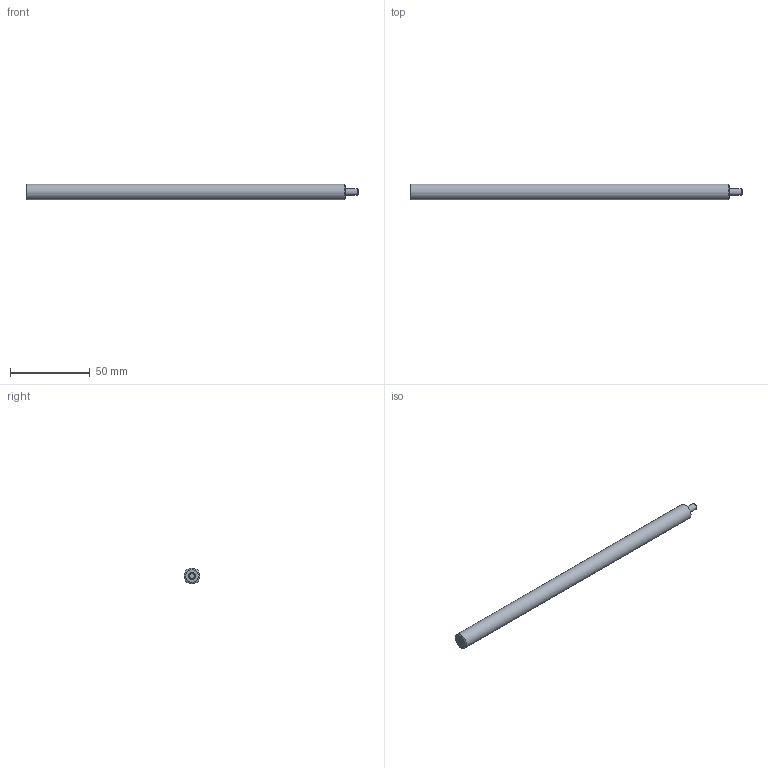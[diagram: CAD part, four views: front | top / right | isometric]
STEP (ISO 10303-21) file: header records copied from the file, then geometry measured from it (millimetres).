
FILE_DESCRIPTION (( 'STEP AP214' ), '1' );
FILE_NAME ('025481-GEO_4.STEP', '2022-02-23T20:18:38', ( '' ), ( '' ), 'SwSTEP 2.0', 'SolidWorks 2020', '' );
FILE_SCHEMA (( 'AUTOMOTIVE_DESIGN' ));
Length unit declared in the file: millimetre
Products named in the file (1): 025481-GEO_4
Bounding box: 208 x 10 x 10 mm (x, y, z)
Volume: 15671.1 mm3; surface area: 6726.5 mm2
Topology: 1 solids, 1 shells, 15 faces, 32 edges, 21 vertices
Faces by surface type: plane 5, cone 4, cylinder 3, bspline 3
Full cylindrical faces by diameter (mm): 4 x1, 10 x1
Entity records: 2317 total; most frequent: CARTESIAN_POINT 2032, DIRECTION 47, ORIENTED_EDGE 46, AXIS2_PLACEMENT_3D 23, EDGE_LOOP 23, EDGE_CURVE 23, VERTEX_POINT 18, FACE_OUTER_BOUND 17
